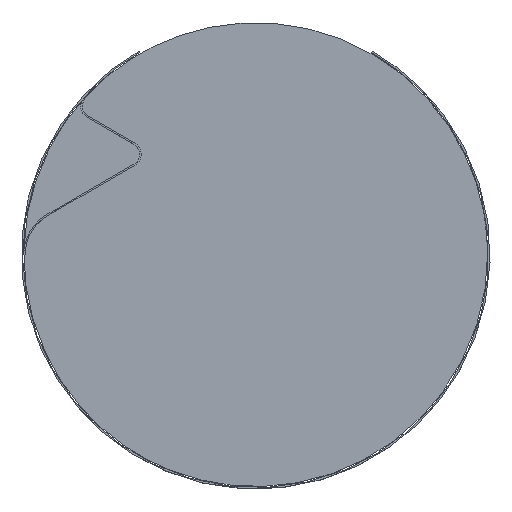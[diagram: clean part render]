
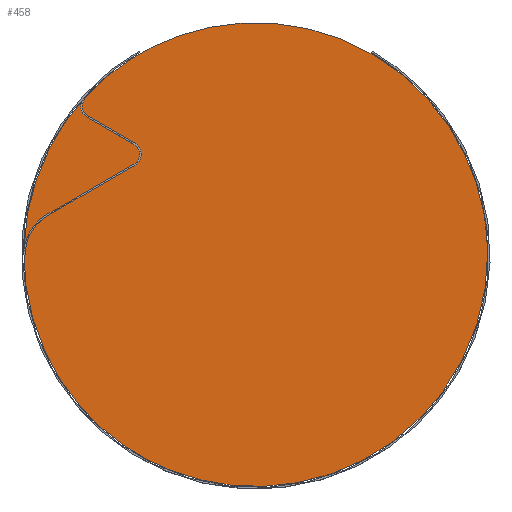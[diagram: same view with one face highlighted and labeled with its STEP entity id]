
A CAD part, top view. The second image highlights one B-rep face of the part: STEP entity #458.
In plain terms, the highlighted free-form (B-spline) face has degree [1, 1] with [2, 2] control points.
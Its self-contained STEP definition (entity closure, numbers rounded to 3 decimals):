
#410 = EDGE_CURVE('',#411,#411,#413,.T.);
#411 = VERTEX_POINT('',#412);
#412 = CARTESIAN_POINT('',(559.735,0.,154.487));
#413 = ( BOUNDED_CURVE() B_SPLINE_CURVE(2,(#414,#415,#416,#417,#418,#419
,#420),.UNSPECIFIED.,.T.,.F.) B_SPLINE_CURVE_WITH_KNOTS((1,2,2,2,2,1),(
    -2.094,0.,2.094,4.189,6.283,
8.378),.UNSPECIFIED.) CURVE() GEOMETRIC_REPRESENTATION_ITEM() 
RATIONAL_B_SPLINE_CURVE((1.,0.5,1.,0.5,1.,0.5,1.)) REPRESENTATION_ITEM(
  '') );
#414 = CARTESIAN_POINT('',(559.735,0.,154.487));
#415 = CARTESIAN_POINT('',(559.735,-969.49,
    154.487));
#416 = CARTESIAN_POINT('',(-279.868,-484.745,
    154.487));
#417 = CARTESIAN_POINT('',(-1119.47,0.,
    154.487));
#418 = CARTESIAN_POINT('',(-279.868,484.745,
    154.487));
#419 = CARTESIAN_POINT('',(559.735,969.49,
    154.487));
#420 = CARTESIAN_POINT('',(559.735,0.,154.487));
#458 = ADVANCED_FACE('',(#459),#462,.F.);
#459 = FACE_BOUND('',#460,.T.);
#460 = EDGE_LOOP('',(#461));
#461 = ORIENTED_EDGE('',*,*,#410,.F.);
#462 = B_SPLINE_SURFACE_WITH_KNOTS('',1,1,(
    (#463,#464)
    ,(#465,#466
    )),.UNSPECIFIED.,.F.,.F.,.F.,(2,2),(2,2),(-500.,500.),(-500.,500.),
  .PIECEWISE_BEZIER_KNOTS.);
#463 = CARTESIAN_POINT('',(559.735,-559.735,
    154.487));
#464 = CARTESIAN_POINT('',(559.735,559.735,
    154.487));
#465 = CARTESIAN_POINT('',(-559.735,-559.735,154.487
    ));
#466 = CARTESIAN_POINT('',(-559.735,559.735,
    154.487));
